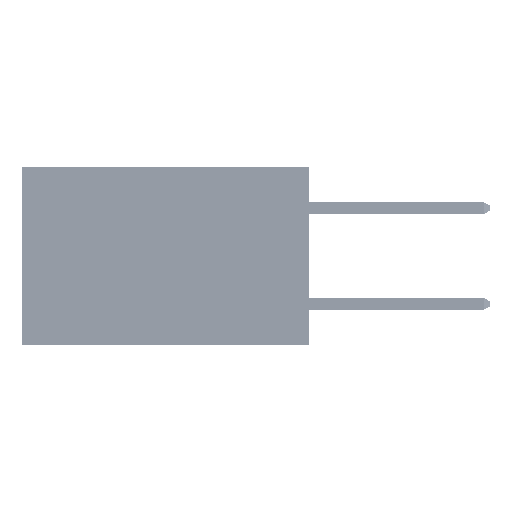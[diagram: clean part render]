
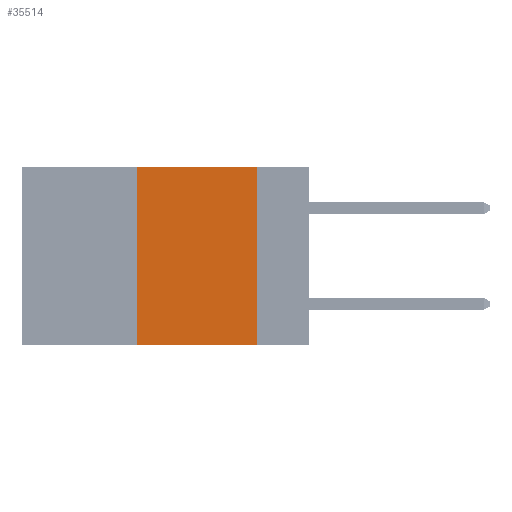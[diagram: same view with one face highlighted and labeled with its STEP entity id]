
A CAD part, left-side view. The second image highlights one B-rep face of the part: STEP entity #35514.
In plain terms, the highlighted planar face has unit normal (-1, 0, 0).
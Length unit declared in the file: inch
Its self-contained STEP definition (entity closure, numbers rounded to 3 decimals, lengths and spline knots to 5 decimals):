
#994 = DIRECTION ( 'NONE',  ( 0., -1., 0. ) ) ;
#1488 = PLANE ( 'NONE',  #49233 ) ;
#1583 = ORIENTED_EDGE ( 'NONE', *, *, #45012, .F. ) ;
#2442 = CARTESIAN_POINT ( 'NONE',  ( 0., 0.6, 0. ) ) ;
#3165 = CARTESIAN_POINT ( 'NONE',  ( 0., 0.36, 0. ) ) ;
#5042 = VERTEX_POINT ( 'NONE', #34814 ) ;
#5456 = CARTESIAN_POINT ( 'NONE',  ( 0., 0.6, 0. ) ) ;
#6460 = VERTEX_POINT ( 'NONE', #28502 ) ;
#7608 = VECTOR ( 'NONE', #44650, 39.37008 ) ;
#7630 = ORIENTED_EDGE ( 'NONE', *, *, #44490, .F. ) ;
#7663 = VERTEX_POINT ( 'NONE', #45972 ) ;
#9475 = DIRECTION ( 'NONE',  ( 0., 0., -1. ) ) ;
#12048 = LINE ( 'NONE', #2442, #40510 ) ;
#12628 = LINE ( 'NONE', #25079, #7608 ) ;
#17693 = VECTOR ( 'NONE', #46650, 39.37008 ) ;
#22266 = VECTOR ( 'NONE', #994, 39.37008 ) ;
#24637 = EDGE_CURVE ( 'NONE', #6460, #5042, #42496, .T. ) ;
#25079 = CARTESIAN_POINT ( 'NONE',  ( 0., 0.11, 0. ) ) ;
#27237 = FACE_OUTER_BOUND ( 'NONE', #47524, .T. ) ;
#28443 = VERTEX_POINT ( 'NONE', #32397 ) ;
#28502 = CARTESIAN_POINT ( 'NONE',  ( 0., 0.36, -0.37 ) ) ;
#28548 = EDGE_CURVE ( 'NONE', #6460, #7663, #35893, .T. ) ;
#30176 = DIRECTION ( 'NONE',  ( 0., -1., 0. ) ) ;
#32397 = CARTESIAN_POINT ( 'NONE',  ( 0., 0.11, 0. ) ) ;
#33224 = DIRECTION ( 'NONE',  ( 1., 0., 0. ) ) ;
#34814 = CARTESIAN_POINT ( 'NONE',  ( 0., 0.36, 0. ) ) ;
#35514 = ADVANCED_FACE ( 'NONE', ( #27237 ), #1488, .F. ) ;
#35893 = LINE ( 'NONE', #39654, #22266 ) ;
#35993 = ORIENTED_EDGE ( 'NONE', *, *, #24637, .F. ) ;
#39654 = CARTESIAN_POINT ( 'NONE',  ( 0., 0.6, -0.37 ) ) ;
#40510 = VECTOR ( 'NONE', #30176, 39.37008 ) ;
#42090 = ORIENTED_EDGE ( 'NONE', *, *, #28548, .T. ) ;
#42496 = LINE ( 'NONE', #3165, #17693 ) ;
#44490 = EDGE_CURVE ( 'NONE', #5042, #28443, #12048, .T. ) ;
#44650 = DIRECTION ( 'NONE',  ( 0., 0., -1. ) ) ;
#45012 = EDGE_CURVE ( 'NONE', #28443, #7663, #12628, .T. ) ;
#45972 = CARTESIAN_POINT ( 'NONE',  ( 0., 0.11, -0.37 ) ) ;
#46650 = DIRECTION ( 'NONE',  ( 0., 0., 1. ) ) ;
#47524 = EDGE_LOOP ( 'NONE', ( #1583, #7630, #35993, #42090 ) ) ;
#49233 = AXIS2_PLACEMENT_3D ( 'NONE', #5456, #33224, #9475 ) ;
